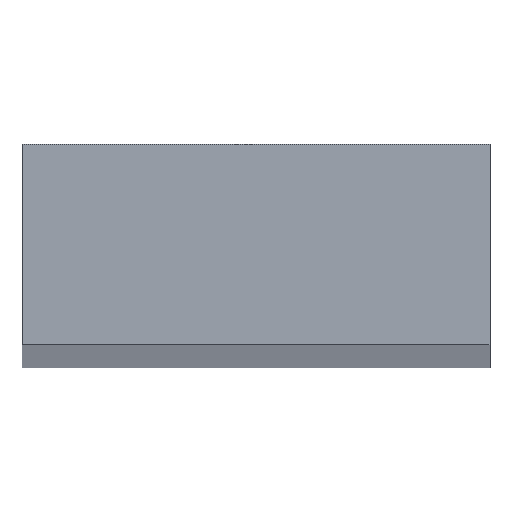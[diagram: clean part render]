
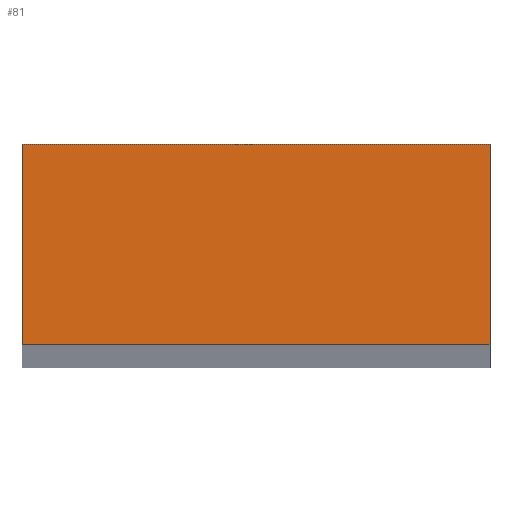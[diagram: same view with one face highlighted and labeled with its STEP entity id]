
A CAD part, top view. The second image highlights one B-rep face of the part: STEP entity #81.
In plain terms, the highlighted planar face has unit normal (0, 0, 1).
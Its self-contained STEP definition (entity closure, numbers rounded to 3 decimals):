
#1 = VECTOR ( 'NONE', #200, 1000. ) ;
#5 = VECTOR ( 'NONE', #197, 1000. ) ;
#8 = AXIS2_PLACEMENT_3D ( 'NONE', #138, #131, #133 ) ;
#14 = VECTOR ( 'NONE', #91, 1000. ) ;
#16 = VECTOR ( 'NONE', #223, 1000. ) ;
#22 = FACE_OUTER_BOUND ( 'NONE', #186, .T. ) ;
#48 = EDGE_CURVE ( 'NONE', #159, #153, #195, .T. ) ;
#50 = EDGE_CURVE ( 'NONE', #157, #159, #198, .T. ) ;
#65 = EDGE_CURVE ( 'NONE', #155, #157, #225, .T. ) ;
#73 = EDGE_CURVE ( 'NONE', #153, #155, #237, .T. ) ;
#81 = ADVANCED_FACE ( 'NONE', ( #22 ), #132, .T. ) ;
#91 = DIRECTION ( 'NONE',  ( 0., -1., 0. ) ) ;
#130 = CARTESIAN_POINT ( 'NONE',  ( -17.5, 7.5, 500. ) ) ;
#131 = DIRECTION ( 'NONE',  ( 0., 0., 1. ) ) ;
#132 = PLANE ( 'NONE',  #8 ) ;
#133 = DIRECTION ( 'NONE',  ( 1., 0., 0. ) ) ;
#138 = CARTESIAN_POINT ( 'NONE',  ( 0., 0., 500. ) ) ;
#143 = CARTESIAN_POINT ( 'NONE',  ( 17.5, 7.5, 500. ) ) ;
#145 = CARTESIAN_POINT ( 'NONE',  ( 17.5, -7.5, 500. ) ) ;
#146 = CARTESIAN_POINT ( 'NONE',  ( -17.5, -7.5, 500. ) ) ;
#148 = CARTESIAN_POINT ( 'NONE',  ( -17.5, 7.5, 500. ) ) ;
#153 = VERTEX_POINT ( 'NONE', #130 ) ;
#155 = VERTEX_POINT ( 'NONE', #146 ) ;
#157 = VERTEX_POINT ( 'NONE', #145 ) ;
#159 = VERTEX_POINT ( 'NONE', #143 ) ;
#171 = ORIENTED_EDGE ( 'NONE', *, *, #48, .T. ) ;
#174 = ORIENTED_EDGE ( 'NONE', *, *, #73, .T. ) ;
#177 = ORIENTED_EDGE ( 'NONE', *, *, #65, .T. ) ;
#181 = ORIENTED_EDGE ( 'NONE', *, *, #50, .T. ) ;
#186 = EDGE_LOOP ( 'NONE', ( #174, #177, #181, #171 ) ) ;
#195 = LINE ( 'NONE', #196, #5 ) ;
#196 = CARTESIAN_POINT ( 'NONE',  ( -17.5, 7.5, 500. ) ) ;
#197 = DIRECTION ( 'NONE',  ( -1., 0., 0. ) ) ;
#198 = LINE ( 'NONE', #199, #1 ) ;
#199 = CARTESIAN_POINT ( 'NONE',  ( 17.5, 7.5, 500. ) ) ;
#200 = DIRECTION ( 'NONE',  ( 0., 1., 0. ) ) ;
#222 = CARTESIAN_POINT ( 'NONE',  ( -17.5, -7.5, 500. ) ) ;
#223 = DIRECTION ( 'NONE',  ( 1., 0., 0. ) ) ;
#225 = LINE ( 'NONE', #222, #16 ) ;
#237 = LINE ( 'NONE', #148, #14 ) ;
